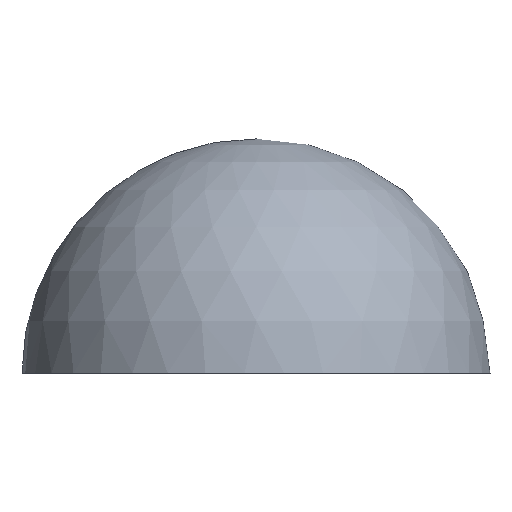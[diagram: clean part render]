
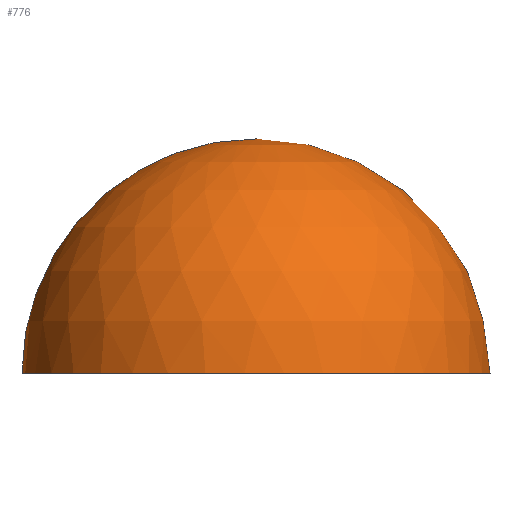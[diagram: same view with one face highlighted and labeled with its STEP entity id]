
A CAD part, front view. The second image highlights one B-rep face of the part: STEP entity #776.
In plain terms, the highlighted spherical face has radius 16 mm.
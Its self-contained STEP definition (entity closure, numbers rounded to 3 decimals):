
#16=SPHERICAL_SURFACE('',#814,16.);
#25=CIRCLE('',#804,15.199);
#27=CIRCLE('',#808,15.199);
#28=CIRCLE('',#810,15.716);
#31=CIRCLE('',#815,16.);
#32=CIRCLE('',#816,16.);
#33=CIRCLE('',#817,16.);
#57=B_SPLINE_CURVE_WITH_KNOTS('',3,(#1467,#1468,#1469,#1470,#1471,#1472,
#1473,#1474,#1475,#1476,#1477,#1478,#1479,#1480,#1481),.UNSPECIFIED.,.F.,
 .F.,(4,2,2,3,2,2,4),(-0.151,-0.15,-0.075,
0.,0.076,0.152,0.152),.UNSPECIFIED.);
#58=B_SPLINE_CURVE_WITH_KNOTS('',3,(#1492,#1493,#1494,#1495,#1496,#1497,
#1498,#1499,#1500,#1501,#1502,#1503,#1504,#1505,#1506),.UNSPECIFIED.,.F.,
 .F.,(4,2,2,3,2,2,4),(-0.152,-0.152,-0.076,
0.,0.075,0.15,0.151),
 .UNSPECIFIED.);
#106=FACE_OUTER_BOUND('',#151,.T.);
#151=EDGE_LOOP('',(#697,#698,#699,#700,#701,#702,#703,#704,#705));
#350=VERTEX_POINT('',#1464);
#351=VERTEX_POINT('',#1466);
#354=VERTEX_POINT('',#1490);
#355=VERTEX_POINT('',#1491);
#357=VERTEX_POINT('',#1512);
#359=VERTEX_POINT('',#1520);
#362=VERTEX_POINT('',#1531);
#363=VERTEX_POINT('',#1533);
#459=EDGE_CURVE('',#350,#351,#57,.F.);
#464=EDGE_CURVE('',#354,#355,#58,.F.);
#469=EDGE_CURVE('',#354,#357,#25,.T.);
#472=EDGE_CURVE('',#359,#351,#27,.T.);
#474=EDGE_CURVE('',#350,#355,#28,.T.);
#477=EDGE_CURVE('',#362,#357,#31,.T.);
#478=EDGE_CURVE('',#363,#362,#32,.T.);
#479=EDGE_CURVE('',#359,#362,#33,.T.);
#697=ORIENTED_EDGE('',*,*,#469,.T.);
#698=ORIENTED_EDGE('',*,*,#477,.F.);
#699=ORIENTED_EDGE('',*,*,#478,.F.);
#700=ORIENTED_EDGE('',*,*,#478,.T.);
#701=ORIENTED_EDGE('',*,*,#479,.F.);
#702=ORIENTED_EDGE('',*,*,#472,.T.);
#703=ORIENTED_EDGE('',*,*,#459,.F.);
#704=ORIENTED_EDGE('',*,*,#474,.T.);
#705=ORIENTED_EDGE('',*,*,#464,.F.);
#776=ADVANCED_FACE('',(#106),#16,.T.);
#804=AXIS2_PLACEMENT_3D('',#1514,#886,#887);
#808=AXIS2_PLACEMENT_3D('',#1521,#895,#896);
#810=AXIS2_PLACEMENT_3D('',#1524,#900,#901);
#814=AXIS2_PLACEMENT_3D('',#1530,#908,#909);
#815=AXIS2_PLACEMENT_3D('',#1532,#910,#911);
#816=AXIS2_PLACEMENT_3D('',#1534,#912,#913);
#817=AXIS2_PLACEMENT_3D('',#1535,#914,#915);
#886=DIRECTION('center_axis',(-1.,0.,0.));
#887=DIRECTION('ref_axis',(0.,0.,-1.));
#895=DIRECTION('center_axis',(1.,0.,0.));
#896=DIRECTION('ref_axis',(0.,0.,1.));
#900=DIRECTION('center_axis',(0.,0.,1.));
#901=DIRECTION('ref_axis',(0.,1.,0.));
#908=DIRECTION('center_axis',(0.,0.,1.));
#909=DIRECTION('ref_axis',(1.,0.,0.));
#910=DIRECTION('center_axis',(0.,0.,-1.));
#911=DIRECTION('ref_axis',(1.,0.,0.));
#912=DIRECTION('center_axis',(0.,-1.,0.));
#913=DIRECTION('ref_axis',(-1.,0.,0.));
#914=DIRECTION('center_axis',(0.,0.,-1.));
#915=DIRECTION('ref_axis',(1.,0.,0.));
#1464=CARTESIAN_POINT('',(3.,15.427,3.));
#1466=CARTESIAN_POINT('',(5.,15.166,1.));
#1467=CARTESIAN_POINT('Ctrl Pts',(5.,15.166,1.));
#1468=CARTESIAN_POINT('Ctrl Pts',(5.,15.166,1.002));
#1469=CARTESIAN_POINT('Ctrl Pts',(5.,15.166,1.003));
#1470=CARTESIAN_POINT('Ctrl Pts',(4.999,15.149,1.255));
#1471=CARTESIAN_POINT('Ctrl Pts',(4.949,15.141,1.522));
#1472=CARTESIAN_POINT('Ctrl Pts',(4.744,15.149,2.014));
#1473=CARTESIAN_POINT('Ctrl Pts',(4.591,15.165,2.238));
#1474=CARTESIAN_POINT('Ctrl Pts',(4.414,15.188,2.414));
#1475=CARTESIAN_POINT('Ctrl Pts',(4.236,15.212,2.593));
#1476=CARTESIAN_POINT('Ctrl Pts',(4.011,15.246,2.746));
#1477=CARTESIAN_POINT('Ctrl Pts',(3.519,15.329,2.95));
#1478=CARTESIAN_POINT('Ctrl Pts',(3.253,15.378,2.999));
#1479=CARTESIAN_POINT('Ctrl Pts',(3.003,15.427,3.));
#1480=CARTESIAN_POINT('Ctrl Pts',(3.002,15.427,3.));
#1481=CARTESIAN_POINT('Ctrl Pts',(3.,15.427,3.));
#1490=CARTESIAN_POINT('',(-5.,15.166,1.));
#1491=CARTESIAN_POINT('',(-3.,15.427,3.));
#1492=CARTESIAN_POINT('Ctrl Pts',(-3.,15.427,3.));
#1493=CARTESIAN_POINT('Ctrl Pts',(-3.002,15.427,3.));
#1494=CARTESIAN_POINT('Ctrl Pts',(-3.003,15.427,3.));
#1495=CARTESIAN_POINT('Ctrl Pts',(-3.253,15.378,2.999));
#1496=CARTESIAN_POINT('Ctrl Pts',(-3.519,15.329,2.95));
#1497=CARTESIAN_POINT('Ctrl Pts',(-4.011,15.246,2.746));
#1498=CARTESIAN_POINT('Ctrl Pts',(-4.236,15.212,2.593));
#1499=CARTESIAN_POINT('Ctrl Pts',(-4.414,15.188,2.414));
#1500=CARTESIAN_POINT('Ctrl Pts',(-4.591,15.165,2.238));
#1501=CARTESIAN_POINT('Ctrl Pts',(-4.744,15.149,2.014));
#1502=CARTESIAN_POINT('Ctrl Pts',(-4.949,15.141,1.522));
#1503=CARTESIAN_POINT('Ctrl Pts',(-4.999,15.149,1.255));
#1504=CARTESIAN_POINT('Ctrl Pts',(-5.,15.166,1.003));
#1505=CARTESIAN_POINT('Ctrl Pts',(-5.,15.166,1.002));
#1506=CARTESIAN_POINT('Ctrl Pts',(-5.,15.166,1.));
#1512=CARTESIAN_POINT('',(-5.,15.199,0.));
#1514=CARTESIAN_POINT('Origin',(-5.,0.,0.));
#1520=CARTESIAN_POINT('',(5.,15.199,0.));
#1521=CARTESIAN_POINT('Origin',(5.,0.,0.));
#1524=CARTESIAN_POINT('Origin',(0.,0.,3.));
#1530=CARTESIAN_POINT('Origin',(0.,0.,0.));
#1531=CARTESIAN_POINT('',(-16.,0.,0.));
#1532=CARTESIAN_POINT('Origin',(0.,0.,0.));
#1533=CARTESIAN_POINT('',(0.,0.,16.));
#1534=CARTESIAN_POINT('Origin',(0.,0.,0.));
#1535=CARTESIAN_POINT('Origin',(0.,0.,0.));
